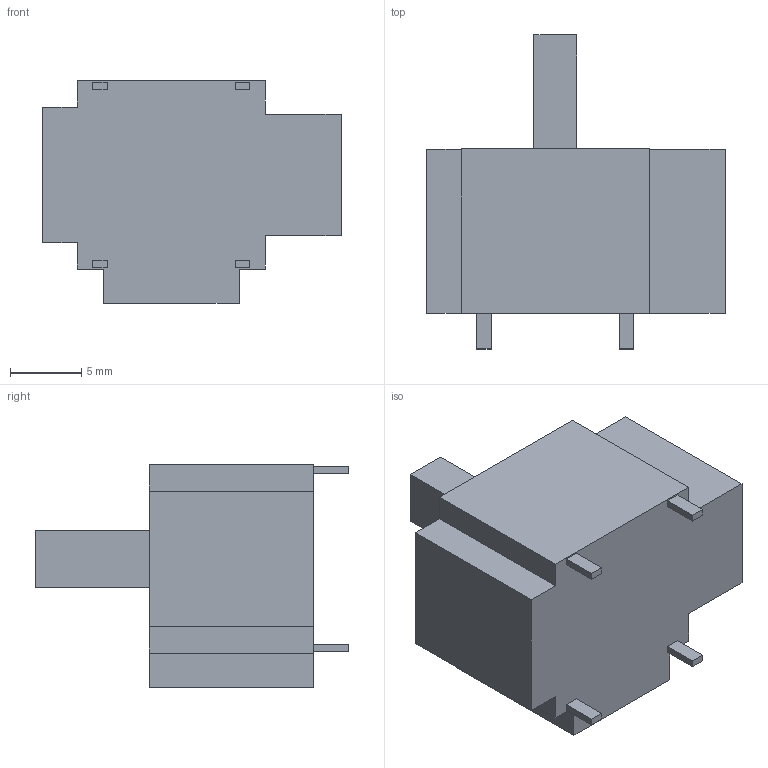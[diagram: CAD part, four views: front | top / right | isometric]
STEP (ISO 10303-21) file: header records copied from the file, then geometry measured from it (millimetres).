
FILE_DESCRIPTION(/* description */ (''),/* implementation_level */ '2;1');
FILE_NAME(/* name */ 'Joystick 3D model v2.step',/* time_stamp */ '2023-04-27T10:32:49+10:00',/* author */ (''),/* organization */ (''),/* preprocessor_version */ 'ST-DEVELOPER v19.2',/* originating_system */ 'Autodesk Translation Framework v12.4.0.73',/* authorisation */ '');
FILE_SCHEMA (('AUTOMOTIVE_DESIGN { 1 0 10303 214 3 1 1 }'));
Length unit declared in the file: millimetre
Products named in the file (1): Joystick 3D model
Bounding box: 20.9 x 22 x 15.6 mm (x, y, z)
Volume: 3030.4 mm3; surface area: 1582.7 mm2
Topology: 1 solids, 1 shells, 45 faces, 111 edges, 74 vertices
Faces by surface type: plane 44, cylinder 1
Full cylindrical faces by diameter (mm): 10.7 x1
Entity records: 1340 total; most frequent: CARTESIAN_POINT 231, ORIENTED_EDGE 222, DIRECTION 205, EDGE_CURVE 111, LINE 109, VECTOR 109, VERTEX_POINT 74, EDGE_LOOP 51
